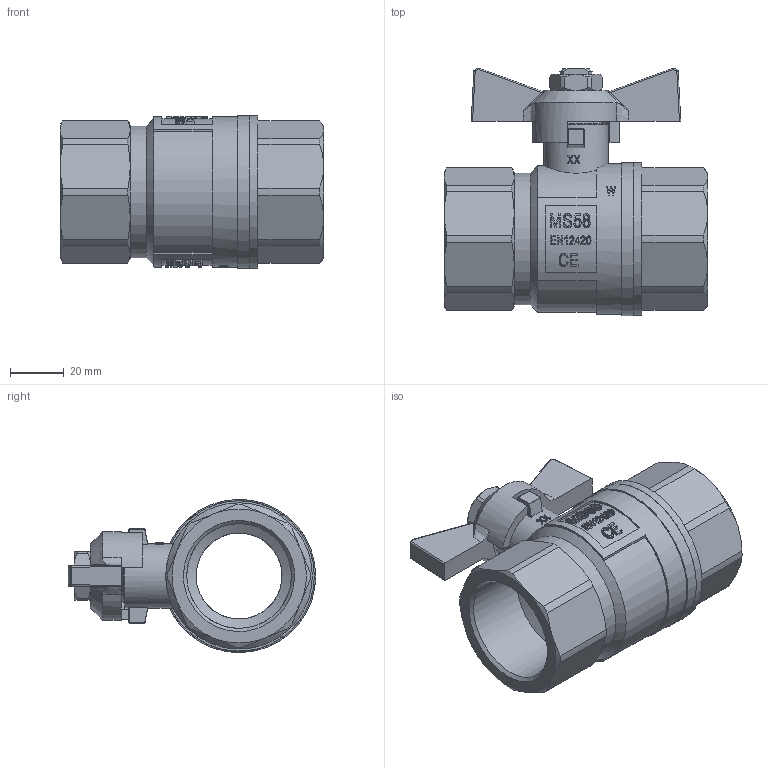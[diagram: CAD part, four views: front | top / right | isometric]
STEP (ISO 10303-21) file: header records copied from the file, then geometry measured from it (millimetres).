
FILE_DESCRIPTION(/* description */ ('Unknown'),/* implementation_level */ '2;1');
FILE_NAME(/* name */ '766-07',/* time_stamp */ '2022-08-09T09:19:50+02:00',/* author */ ('Unknown'),/* organization */ ('Unknown'),/* preprocessor_version */ 'ST-DEVELOPER v16.7',/* originating_system */ 'Solid Edge',/* authorisation */ 'Unknown');
FILE_SCHEMA (('CONFIG_CONTROL_DESIGN','AUTOMOTIVE_DESIGN { 1 0 10303 214 3 1 1 }','AUTOMOTIVE_DESIGN {1 0 10303 214 3 1 1}'));
Length unit declared in the file: millimetre
Products named in the file (9): 2.766.032; 756-1_1_4-Spindel zus._oa_0; 756-1_1_4-Spindel; 756-1_1_4-Stopfbuchse; 756-1_1_4-Kvrper-co_oa_1; 756-1_1_4-Einschraubteil; 756-1_1_4-Kvrper; M12-niedrig; Flügelgriff 1_1_4 - 1 1_2
Assembly tree (8 placements, depth 3):
  2.766.032
    756-1_1_4-Spindel zus._oa_0
      756-1_1_4-Spindel
      756-1_1_4-Stopfbuchse
    756-1_1_4-Kvrper-co_oa_1
      756-1_1_4-Einschraubteil
      756-1_1_4-Kvrper
    M12-niedrig
    Flügelgriff 1_1_4 - 1 1_2
Bounding box: 98 x 92.02 x 57 mm (x, y, z)
Volume: 101512.2 mm3; surface area: 51050.6 mm2
Topology: 6 solids, 6 shells, 1314 faces, 3639 edges, 2397 vertices
Faces by surface type: plane 1098, cylinder 122, cone 65, bspline 18, sphere 10, torus 1
Full cylindrical faces by diameter (mm): 10.106 x1, 10.8 x1, 14 x2, 14.1 x1, 14.128 x1, 14.5 x1, 15 x1, 16 x1, 18 x1, 18.38 x1, 20 x1, 24 x1, 26 x1, 32 x2, 38.952 x2, 42 x2, 49 x1, 49.38 x1, 50.3 x1, 51.2 x1, 56 x1, 57 x2
Entity records: 54084 total; most frequent: CARTESIAN_POINT 10503, DIRECTION 8097, ORIENTED_EDGE 7134, EDGE_CURVE 3567, AXIS2_PLACEMENT_3D 3349, VERTEX_POINT 2375, ELLIPSE 1628, EDGE_LOOP 1436
